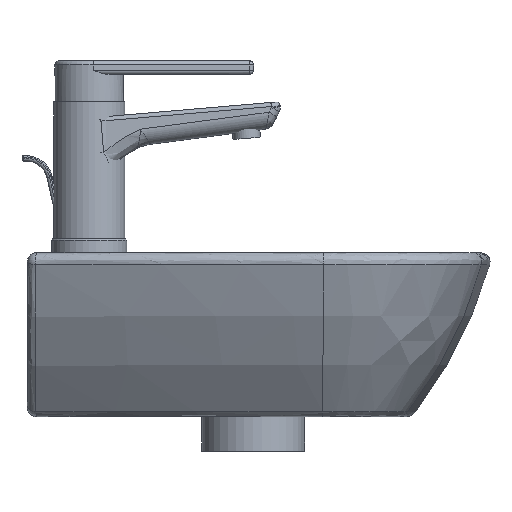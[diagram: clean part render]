
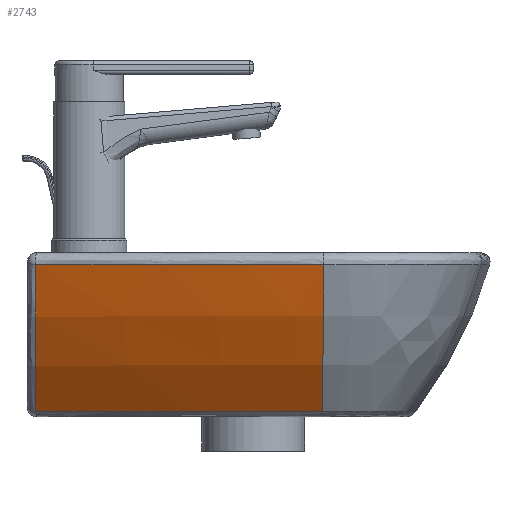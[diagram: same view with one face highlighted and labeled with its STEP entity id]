
A CAD part, front view. The second image highlights one B-rep face of the part: STEP entity #2743.
In plain terms, the highlighted free-form (B-spline) face has degree [3, 3] with [7, 4] control points.
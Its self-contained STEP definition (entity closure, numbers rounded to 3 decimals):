
#2421=CARTESIAN_POINT('',(-211.082,158.871,-8.775));
#2422=VERTEX_POINT('',#2421);
#2486=CARTESIAN_POINT('',(-156.582,158.734,-116.185));
#2487=VERTEX_POINT('',#2486);
#2495=CARTESIAN_POINT('',(-156.582,158.734,-116.185));
#2496=CARTESIAN_POINT('',(-163.735,158.751,-107.175));
#2497=CARTESIAN_POINT('',(-177.158,158.783,-88.3));
#2498=CARTESIAN_POINT('',(-196.67,158.834,-52.863));
#2499=CARTESIAN_POINT('',(-206.658,158.86,-25.512));
#2500=CARTESIAN_POINT('',(-211.082,158.871,-8.775));
#2501=B_SPLINE_CURVE_WITH_KNOTS('',3,(#2495,#2496,#2497,#2498,#2499,#2500),.UNSPECIFIED.,.F.,.U.,(4,1,1,4),(-11.824,-8.446,-5.067,0.0),.UNSPECIFIED.);
#2502=EDGE_CURVE('',#2487,#2422,#2501,.T.);
#2671=CARTESIAN_POINT('',(-222.819,-51.466,-8.776));
#2672=VERTEX_POINT('',#2671);
#2673=CARTESIAN_POINT('',(-211.082,158.871,-8.775));
#2674=CARTESIAN_POINT('',(-220.119,89.179,-8.776));
#2675=CARTESIAN_POINT('',(-224.047,18.801,-8.775));
#2676=CARTESIAN_POINT('',(-222.819,-51.466,-8.776));
#2677=B_SPLINE_CURVE_WITH_KNOTS('',3,(#2673,#2674,#2675,#2676),.UNSPECIFIED.,.F.,.U.,(4,4),(-20.983,0.0),.UNSPECIFIED.);
#2678=EDGE_CURVE('',#2422,#2672,#2677,.T.);
#2691=CARTESIAN_POINT('',(-211.08,158.884,-8.775));
#2692=CARTESIAN_POINT('',(-213.675,138.879,-8.775));
#2693=CARTESIAN_POINT('',(-218.12,97.932,-8.775));
#2694=CARTESIAN_POINT('',(-222.12,36.056,-8.775));
#2695=CARTESIAN_POINT('',(-223.207,-13.894,-8.775));
#2696=CARTESIAN_POINT('',(-222.98,-42.245,-8.775));
#2697=CARTESIAN_POINT('',(-222.819,-51.466,-8.775));
#2698=CARTESIAN_POINT('',(-200.844,158.832,-47.516));
#2699=CARTESIAN_POINT('',(-203.506,138.473,-47.516));
#2700=CARTESIAN_POINT('',(-208.455,93.272,-47.516));
#2701=CARTESIAN_POINT('',(-212.534,24.004,-47.516));
#2702=CARTESIAN_POINT('',(-213.053,-24.807,-47.516));
#2703=CARTESIAN_POINT('',(-212.761,-45.534,-47.516));
#2704=CARTESIAN_POINT('',(-212.663,-51.245,-47.516));
#2705=CARTESIAN_POINT('',(-182.67,158.813,-83.323));
#2706=CARTESIAN_POINT('',(-185.384,138.301,-83.323));
#2707=CARTESIAN_POINT('',(-190.632,91.069,-83.323));
#2708=CARTESIAN_POINT('',(-194.764,18.249,-83.323));
#2709=CARTESIAN_POINT('',(-195.017,-29.954,-83.323));
#2710=CARTESIAN_POINT('',(-194.714,-46.934,-83.323));
#2711=CARTESIAN_POINT('',(-194.647,-50.92,-83.323));
#2712=CARTESIAN_POINT('',(-156.561,158.828,-116.195));
#2713=CARTESIAN_POINT('',(-159.319,138.37,-116.195));
#2714=CARTESIAN_POINT('',(-164.654,91.324,-116.195));
#2715=CARTESIAN_POINT('',(-168.809,18.794,-116.195));
#2716=CARTESIAN_POINT('',(-169.098,-29.339,-116.195));
#2717=CARTESIAN_POINT('',(-168.842,-46.44,-116.195));
#2718=CARTESIAN_POINT('',(-168.771,-50.49,-116.195));
#2719=B_SPLINE_SURFACE_WITH_KNOTS('',3,3,((#2691,#2698,#2705,#2712),(#2692,#2699,#2706,#2713),(#2693,#2700,#2707,#2714),(#2694,#2701,#2708,#2715),(#2695,#2702,#2709,#2716),(#2696,#2703,#2710,#2717),(#2697,#2704,#2711,#2718)),.UNSPECIFIED.,.F.,.F.,.U.,(4,1,1,1,4),(4,4),(0.028,0.306,0.584,0.861,1.0),(0.067,0.965),.UNSPECIFIED.);
#2720=ORIENTED_EDGE('',*,*,#2502,.F.);
#2721=CARTESIAN_POINT('',(-168.779,-50.49,-116.185));
#2722=VERTEX_POINT('',#2721);
#2723=CARTESIAN_POINT('',(-168.779,-50.49,-116.185));
#2724=CARTESIAN_POINT('',(-169.302,-20.504,-116.185));
#2725=CARTESIAN_POINT('',(-168.252,49.489,-116.195));
#2726=CARTESIAN_POINT('',(-161.91,119.186,-116.185));
#2727=CARTESIAN_POINT('',(-156.582,158.734,-116.185));
#2728=B_SPLINE_CURVE_WITH_KNOTS('',3,(#2723,#2724,#2725,#2726,#2727),.UNSPECIFIED.,.F.,.U.,(4,1,4),(-21.484,-12.532,-0.629),.UNSPECIFIED.);
#2729=EDGE_CURVE('',#2722,#2487,#2728,.T.);
#2730=ORIENTED_EDGE('',*,*,#2729,.F.);
#2731=CARTESIAN_POINT('',(-222.819,-51.466,-8.776));
#2732=CARTESIAN_POINT('',(-220.938,-51.425,-15.951));
#2733=CARTESIAN_POINT('',(-218.787,-51.38,-23.026));
#2734=CARTESIAN_POINT('',(-205.721,-51.121,-60.676));
#2735=CARTESIAN_POINT('',(-189.858,-50.84,-89.404));
#2736=CARTESIAN_POINT('',(-168.779,-50.49,-116.185));
#2737=B_SPLINE_CURVE_WITH_KNOTS('',3,(#2731,#2732,#2733,#2734,#2735,#2736),.UNSPECIFIED.,.F.,.U.,(4,2,4),(0.067,0.234,0.965),.UNSPECIFIED.);
#2738=EDGE_CURVE('',#2672,#2722,#2737,.T.);
#2739=ORIENTED_EDGE('',*,*,#2738,.F.);
#2740=ORIENTED_EDGE('',*,*,#2678,.F.);
#2741=EDGE_LOOP('',(#2720,#2730,#2739,#2740));
#2742=FACE_OUTER_BOUND('',#2741,.T.);
#2743=ADVANCED_FACE('',(#2742),#2719,.F.);
